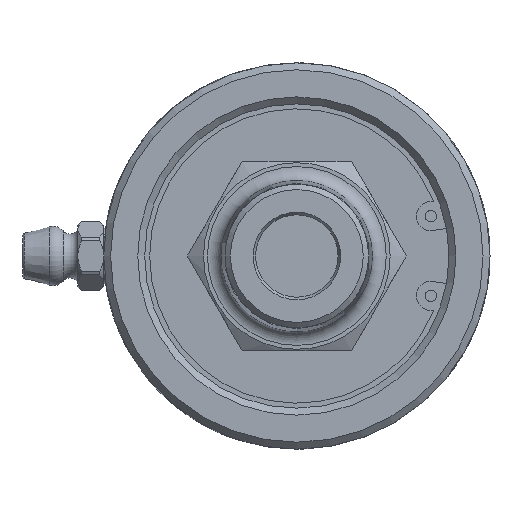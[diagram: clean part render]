
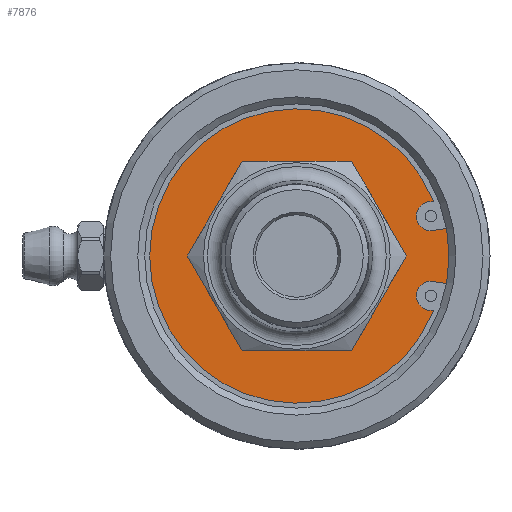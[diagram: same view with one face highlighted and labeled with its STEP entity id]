
A CAD part, left-side view. The second image highlights one B-rep face of the part: STEP entity #7876.
In plain terms, the highlighted planar face has unit normal (-1, 0, 0).
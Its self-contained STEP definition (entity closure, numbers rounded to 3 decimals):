
#434=PLANE('',#8481);
#485=FACE_BOUND('',#1724,.T.);
#1236=FACE_OUTER_BOUND('',#1723,.T.);
#1723=EDGE_LOOP('',(#6941,#6942,#6943,#6944,#6945,#6946));
#1724=EDGE_LOOP('',(#6947,#6948));
#1955=CIRCLE('',#8169,9.575);
#1956=CIRCLE('',#8170,9.575);
#1962=CIRCLE('',#8180,16.952);
#1964=CIRCLE('',#8183,1.682);
#1966=CIRCLE('',#8187,1.682);
#2112=CIRCLE('',#8482,18.735);
#2252=LINE('',#11759,#2633);
#2259=LINE('',#11776,#2640);
#2633=VECTOR('',#9101,10.);
#2640=VECTOR('',#9116,10.);
#3189=VERTEX_POINT('',#11721);
#3190=VERTEX_POINT('',#11722);
#3197=VERTEX_POINT('',#11744);
#3198=VERTEX_POINT('',#11746);
#3200=VERTEX_POINT('',#11752);
#3202=VERTEX_POINT('',#11758);
#3205=VERTEX_POINT('',#11766);
#3208=VERTEX_POINT('',#11774);
#4032=EDGE_CURVE('',#3189,#3190,#1955,.T.);
#4033=EDGE_CURVE('',#3190,#3189,#1956,.T.);
#4044=EDGE_CURVE('',#3198,#3197,#1962,.T.);
#4047=EDGE_CURVE('',#3200,#3198,#1964,.T.);
#4050=EDGE_CURVE('',#3202,#3200,#2252,.T.);
#4055=EDGE_CURVE('',#3197,#3205,#1966,.T.);
#4059=EDGE_CURVE('',#3205,#3208,#2259,.T.);
#4753=EDGE_CURVE('',#3208,#3202,#2112,.T.);
#6941=ORIENTED_EDGE('',*,*,#4059,.T.);
#6942=ORIENTED_EDGE('',*,*,#4753,.T.);
#6943=ORIENTED_EDGE('',*,*,#4050,.T.);
#6944=ORIENTED_EDGE('',*,*,#4047,.T.);
#6945=ORIENTED_EDGE('',*,*,#4044,.T.);
#6946=ORIENTED_EDGE('',*,*,#4055,.T.);
#6947=ORIENTED_EDGE('',*,*,#4032,.T.);
#6948=ORIENTED_EDGE('',*,*,#4033,.T.);
#7876=ADVANCED_FACE('',(#1236,#485),#434,.F.);
#8169=AXIS2_PLACEMENT_3D('',#11723,#9061,#9062);
#8170=AXIS2_PLACEMENT_3D('',#11724,#9063,#9064);
#8180=AXIS2_PLACEMENT_3D('',#11747,#9088,#9089);
#8183=AXIS2_PLACEMENT_3D('',#11753,#9095,#9096);
#8187=AXIS2_PLACEMENT_3D('',#11768,#9109,#9110);
#8481=AXIS2_PLACEMENT_3D('',#18870,#9976,#9977);
#8482=AXIS2_PLACEMENT_3D('',#18871,#9978,#9979);
#9061=DIRECTION('center_axis',(1.,0.,0.));
#9062=DIRECTION('ref_axis',(0.,0.,
-1.));
#9063=DIRECTION('center_axis',(1.,0.,0.));
#9064=DIRECTION('ref_axis',(0.,0.,
-1.));
#9088=DIRECTION('center_axis',(-1.,0.,0.));
#9089=DIRECTION('ref_axis',(0.,0.93,0.368));
#9095=DIRECTION('center_axis',(1.,0.,0.));
#9096=DIRECTION('ref_axis',(0.,1.,-0.008));
#9101=DIRECTION('',(0.,0.987,-0.16));
#9109=DIRECTION('center_axis',(1.,0.,0.));
#9110=DIRECTION('ref_axis',(0.,1.,0.008));
#9116=DIRECTION('',(0.,-0.987,-0.16));
#9976=DIRECTION('center_axis',(1.,0.,0.));
#9977=DIRECTION('ref_axis',(0.,0.,-1.));
#9978=DIRECTION('center_axis',(-1.,0.,0.));
#9979=DIRECTION('ref_axis',(0.,1.,0.));
#11721=CARTESIAN_POINT('',(4.76,0.,-9.575));
#11722=CARTESIAN_POINT('',(4.76,0.,9.575));
#11723=CARTESIAN_POINT('Origin',(4.76,0.,
0.));
#11724=CARTESIAN_POINT('Origin',(4.76,0.,
0.));
#11744=CARTESIAN_POINT('',(4.76,-15.761,-6.243));
#11746=CARTESIAN_POINT('',(4.76,-15.761,6.243));
#11747=CARTESIAN_POINT('Origin',(4.76,0.,0.));
#11752=CARTESIAN_POINT('',(4.76,-15.786,2.944));
#11753=CARTESIAN_POINT('Origin',(4.76,-15.445,4.591));
#11758=CARTESIAN_POINT('',(4.76,-18.429,3.373));
#11759=CARTESIAN_POINT('',(4.76,-1.229,0.581));
#11766=CARTESIAN_POINT('',(4.76,-15.786,-2.944));
#11768=CARTESIAN_POINT('Origin',(4.76,-15.445,-4.591));
#11774=CARTESIAN_POINT('',(4.76,-18.429,-3.373));
#11776=CARTESIAN_POINT('',(4.76,-2.55,-0.795));
#18870=CARTESIAN_POINT('Origin',(4.76,13.618,0.));
#18871=CARTESIAN_POINT('Origin',(4.76,0.,0.));
